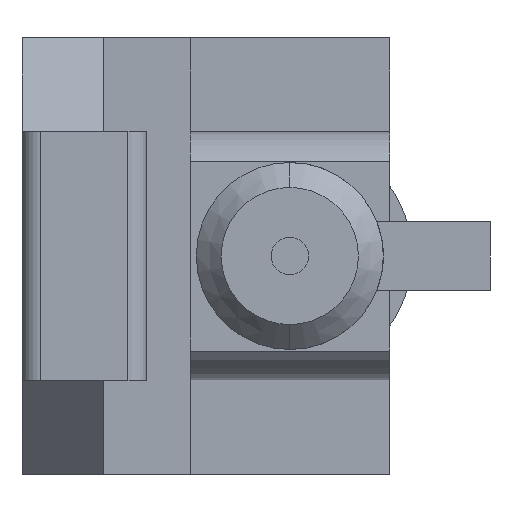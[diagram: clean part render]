
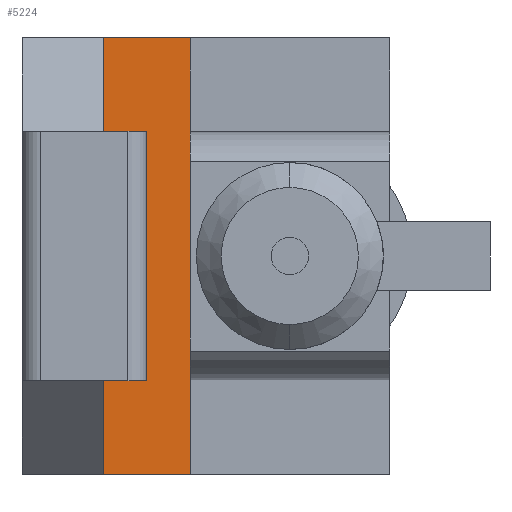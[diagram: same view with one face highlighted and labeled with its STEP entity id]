
A CAD part, left-side view. The second image highlights one B-rep face of the part: STEP entity #5224.
In plain terms, the highlighted face is planar.
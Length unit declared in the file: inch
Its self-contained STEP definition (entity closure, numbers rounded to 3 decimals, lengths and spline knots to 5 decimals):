
#723 = DIRECTION ( 'NONE',  ( 0., 0., -1. ) ) ;
#724 = VECTOR ( 'NONE', #723, 39.37008 ) ;
#726 = CARTESIAN_POINT ( 'NONE',  ( 0.45, -0.07, 0.175 ) ) ;
#770 = LINE ( 'NONE', #726, #724 ) ;
#804 = CARTESIAN_POINT ( 'NONE',  ( 0.45, -0.07, 0.175 ) ) ;
#1089 = CARTESIAN_POINT ( 'NONE',  ( 0.45, 0., 0.175 ) ) ;
#1090 = DIRECTION ( 'NONE',  ( 0., 1., 0. ) ) ;
#1091 = VECTOR ( 'NONE', #1090, 39.37008 ) ;
#1092 = CARTESIAN_POINT ( 'NONE',  ( 0.45, 0., 0.175 ) ) ;
#1139 = LINE ( 'NONE', #1092, #1091 ) ;
#1146 = DIRECTION ( 'NONE',  ( 0., 0., -1. ) ) ;
#1147 = VECTOR ( 'NONE', #1146, 39.37008 ) ;
#1163 = LINE ( 'NONE', #1089, #1147 ) ;
#1225 = CARTESIAN_POINT ( 'NONE',  ( 0.45, 0., 0.175 ) ) ;
#1971 = DIRECTION ( 'NONE',  ( 0., 1., 0. ) ) ;
#1972 = VECTOR ( 'NONE', #1971, 39.37008 ) ;
#1973 = CARTESIAN_POINT ( 'NONE',  ( 0.45, 0., -0.175 ) ) ;
#1974 = LINE ( 'NONE', #1973, #1972 ) ;
#2104 = FACE_OUTER_BOUND ( 'NONE', #5223, .T. ) ;
#2119 = DIRECTION ( 'NONE',  ( -1., 0., 0. ) ) ;
#2120 = CARTESIAN_POINT ( 'NONE',  ( 0.45, 0., 0.175 ) ) ;
#2128 = CARTESIAN_POINT ( 'NONE',  ( 0.45, 0., -0.175 ) ) ;
#2129 = DIRECTION ( 'NONE',  ( 0., 0., 1. ) ) ;
#2167 = CARTESIAN_POINT ( 'NONE',  ( 0.45, -0.07, -0.175 ) ) ;
#2188 = AXIS2_PLACEMENT_3D ( 'NONE', #2120, #2119, #2129 ) ;
#2191 = PLANE ( 'NONE',  #2188 ) ;
#4402 = VERTEX_POINT ( 'NONE', #804 ) ;
#4450 = EDGE_CURVE ( 'NONE', #4402, #5282, #770, .T. ) ;
#4537 = ORIENTED_EDGE ( 'NONE', *, *, #4450, .T. ) ;
#4617 = EDGE_CURVE ( 'NONE', #4402, #4693, #1139, .T. ) ;
#4618 = EDGE_CURVE ( 'NONE', #4693, #5273, #1163, .T. ) ;
#4680 = ORIENTED_EDGE ( 'NONE', *, *, #5211, .T. ) ;
#4692 = ORIENTED_EDGE ( 'NONE', *, *, #4618, .F. ) ;
#4693 = VERTEX_POINT ( 'NONE', #1225 ) ;
#4695 = ORIENTED_EDGE ( 'NONE', *, *, #4617, .F. ) ;
#5211 = EDGE_CURVE ( 'NONE', #5282, #5273, #1974, .T. ) ;
#5223 = EDGE_LOOP ( 'NONE', ( #4537, #4680, #4692, #4695 ) ) ;
#5224 = ADVANCED_FACE ( 'NONE', ( #2104 ), #2191, .F. ) ;
#5273 = VERTEX_POINT ( 'NONE', #2128 ) ;
#5282 = VERTEX_POINT ( 'NONE', #2167 ) ;
